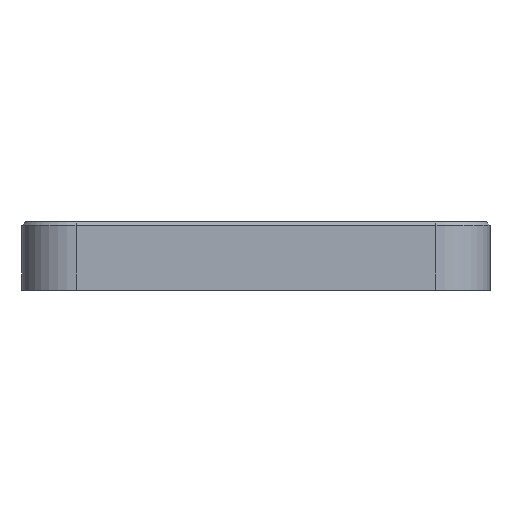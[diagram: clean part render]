
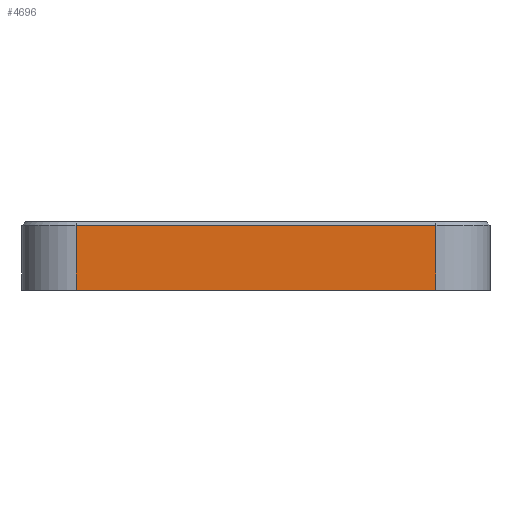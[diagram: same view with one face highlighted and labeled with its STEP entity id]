
A CAD part, left-side view. The second image highlights one B-rep face of the part: STEP entity #4696.
In plain terms, the highlighted planar face has unit normal (-1, 0, 0).
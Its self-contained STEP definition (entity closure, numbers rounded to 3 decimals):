
#130=PLANE('',#5060);
#269=FACE_OUTER_BOUND('',#559,.T.);
#559=EDGE_LOOP('',(#3286,#3287,#3288,#3289));
#902=LINE('',#7280,#1382);
#903=LINE('',#7282,#1383);
#904=LINE('',#7284,#1384);
#905=LINE('',#7285,#1385);
#1382=VECTOR('',#5705,10.);
#1383=VECTOR('',#5706,10.);
#1384=VECTOR('',#5707,10.);
#1385=VECTOR('',#5708,10.);
#2122=VERTEX_POINT('',#7278);
#2123=VERTEX_POINT('',#7279);
#2124=VERTEX_POINT('',#7281);
#2125=VERTEX_POINT('',#7283);
#2564=EDGE_CURVE('',#2122,#2123,#902,.F.);
#2565=EDGE_CURVE('',#2124,#2122,#903,.T.);
#2566=EDGE_CURVE('',#2125,#2124,#904,.T.);
#2567=EDGE_CURVE('',#2123,#2125,#905,.T.);
#3286=ORIENTED_EDGE('',*,*,#2564,.F.);
#3287=ORIENTED_EDGE('',*,*,#2565,.F.);
#3288=ORIENTED_EDGE('',*,*,#2566,.F.);
#3289=ORIENTED_EDGE('',*,*,#2567,.F.);
#4696=ADVANCED_FACE('',(#269),#130,.T.);
#5060=AXIS2_PLACEMENT_3D('',#7277,#5703,#5704);
#5703=DIRECTION('center_axis',(-1.,0.,0.));
#5704=DIRECTION('ref_axis',(0.,-1.,0.));
#5705=DIRECTION('',(0.,-1.,0.));
#5706=DIRECTION('',(0.,0.,-1.));
#5707=DIRECTION('',(0.,-1.,0.));
#5708=DIRECTION('',(0.,0.,1.));
#7277=CARTESIAN_POINT('Origin',(-57.3,17.639,7.5));
#7278=CARTESIAN_POINT('',(-57.3,-25.361,4.5));
#7279=CARTESIAN_POINT('',(-57.3,14.639,4.5));
#7280=CARTESIAN_POINT('',(-57.3,12.639,4.5));
#7281=CARTESIAN_POINT('',(-57.3,-25.361,11.7));
#7282=CARTESIAN_POINT('',(-57.3,-25.361,7.5));
#7283=CARTESIAN_POINT('',(-57.3,14.639,11.7));
#7284=CARTESIAN_POINT('',(-57.3,-13.361,11.7));
#7285=CARTESIAN_POINT('',(-57.3,14.639,7.5));
